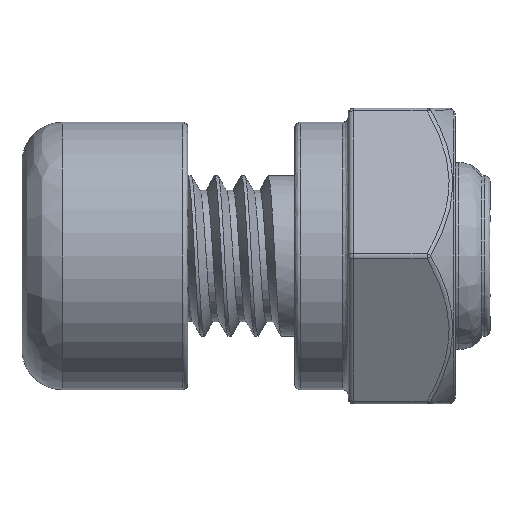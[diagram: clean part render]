
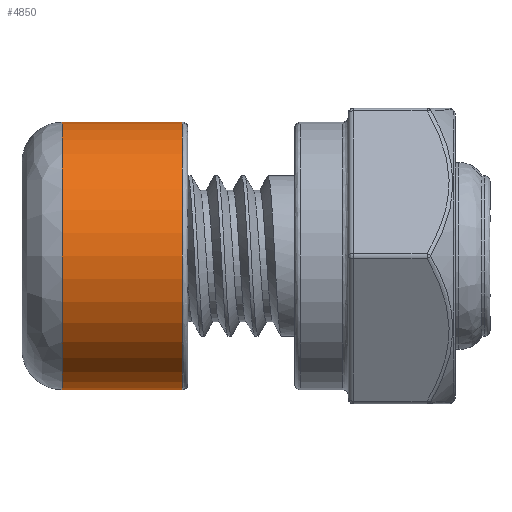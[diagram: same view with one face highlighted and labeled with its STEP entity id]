
A CAD part, front view. The second image highlights one B-rep face of the part: STEP entity #4850.
In plain terms, the highlighted cylindrical face has radius 5 mm (diameter 10 mm), a partial arc.
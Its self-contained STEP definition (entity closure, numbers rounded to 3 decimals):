
#66 = EDGE_LOOP ( 'NONE', ( #2608, #4489, #427, #3719 ) ) ;
#409 = CYLINDRICAL_SURFACE ( 'NONE', #2509, 5. ) ;
#427 = ORIENTED_EDGE ( 'NONE', *, *, #1289, .T. ) ;
#436 = FACE_OUTER_BOUND ( 'NONE', #66, .T. ) ;
#484 = CARTESIAN_POINT ( 'NONE',  ( 15.8, -3., 0. ) ) ;
#768 = CARTESIAN_POINT ( 'NONE',  ( 21.8, -3., -5. ) ) ;
#978 = CARTESIAN_POINT ( 'NONE',  ( 15.8, -3., 5. ) ) ;
#1000 = CARTESIAN_POINT ( 'NONE',  ( 17.3, -3., 5. ) ) ;
#1011 = AXIS2_PLACEMENT_3D ( 'NONE', #1999, #4200, #3842 ) ;
#1231 = LINE ( 'NONE', #3572, #4101 ) ;
#1289 = EDGE_CURVE ( 'NONE', #1917, #3943, #1231, .T. ) ;
#1303 = DIRECTION ( 'NONE',  ( 1., 0., 0. ) ) ;
#1734 = EDGE_CURVE ( 'NONE', #3525, #4490, #2475, .T. ) ;
#1786 = AXIS2_PLACEMENT_3D ( 'NONE', #3436, #4567, #4868 ) ;
#1917 = VERTEX_POINT ( 'NONE', #2277 ) ;
#1929 = DIRECTION ( 'NONE',  ( 0., 0., -1. ) ) ;
#1999 = CARTESIAN_POINT ( 'NONE',  ( 21.8, -3., 0. ) ) ;
#2277 = CARTESIAN_POINT ( 'NONE',  ( 17.3, -3., -5. ) ) ;
#2330 = DIRECTION ( 'NONE',  ( 1., 0., 0. ) ) ;
#2475 = LINE ( 'NONE', #978, #4615 ) ;
#2509 = AXIS2_PLACEMENT_3D ( 'NONE', #484, #2330, #1929 ) ;
#2608 = ORIENTED_EDGE ( 'NONE', *, *, #1734, .F. ) ;
#2763 = CARTESIAN_POINT ( 'NONE',  ( 21.8, -3., 5. ) ) ;
#3436 = CARTESIAN_POINT ( 'NONE',  ( 17.3, -3., 0. ) ) ;
#3525 = VERTEX_POINT ( 'NONE', #1000 ) ;
#3564 = CIRCLE ( 'NONE', #1011, 5. ) ;
#3572 = CARTESIAN_POINT ( 'NONE',  ( 15.8, -3., -5. ) ) ;
#3703 = EDGE_CURVE ( 'NONE', #3943, #4490, #3564, .T. ) ;
#3719 = ORIENTED_EDGE ( 'NONE', *, *, #3703, .T. ) ;
#3842 = DIRECTION ( 'NONE',  ( 0., 0., -1. ) ) ;
#3912 = DIRECTION ( 'NONE',  ( 1., 0., 0. ) ) ;
#3943 = VERTEX_POINT ( 'NONE', #768 ) ;
#4101 = VECTOR ( 'NONE', #1303, 1000. ) ;
#4106 = CIRCLE ( 'NONE', #1786, 5. ) ;
#4200 = DIRECTION ( 'NONE',  ( -1., 0., 0. ) ) ;
#4409 = EDGE_CURVE ( 'NONE', #3525, #1917, #4106, .T. ) ;
#4489 = ORIENTED_EDGE ( 'NONE', *, *, #4409, .T. ) ;
#4490 = VERTEX_POINT ( 'NONE', #2763 ) ;
#4567 = DIRECTION ( 'NONE',  ( 1., 0., 0. ) ) ;
#4615 = VECTOR ( 'NONE', #3912, 1000. ) ;
#4850 = ADVANCED_FACE ( 'NONE', ( #436 ), #409, .T. ) ;
#4868 = DIRECTION ( 'NONE',  ( 0., 0., -1. ) ) ;
